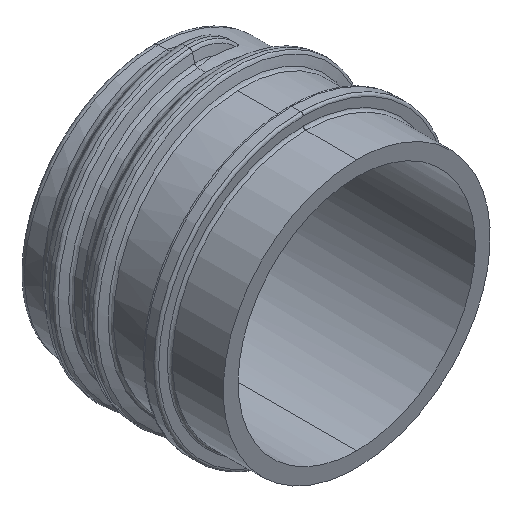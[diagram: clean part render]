
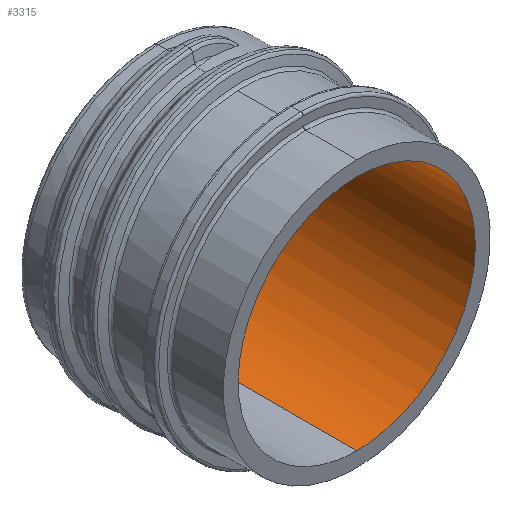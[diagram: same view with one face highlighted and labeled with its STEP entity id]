
A CAD part, isometric view. The second image highlights one B-rep face of the part: STEP entity #3315.
In plain terms, the highlighted free-form (B-spline) face has degree [2, 1] with [5, 2] control points.
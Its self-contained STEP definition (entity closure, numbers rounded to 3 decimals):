
#3237 = VERTEX_POINT('',#3238);
#3238 = CARTESIAN_POINT('',(0.,-21.678,12.547));
#3239 = VERTEX_POINT('',#3240);
#3240 = CARTESIAN_POINT('',(0.,-21.678,-12.547));
#3248 = EDGE_CURVE('',#3239,#3237,#3249,.T.);
#3249 = ( BOUNDED_CURVE() B_SPLINE_CURVE(2,(#3250,#3251,#3252,#3253,
#3254),.UNSPECIFIED.,.F.,.F.) B_SPLINE_CURVE_WITH_KNOTS((3,2,3),(0.,
1.571,3.142),.PIECEWISE_BEZIER_KNOTS.) CURVE() 
GEOMETRIC_REPRESENTATION_ITEM() RATIONAL_B_SPLINE_CURVE((1.,
0.707,1.,0.707,1.)) REPRESENTATION_ITEM('') );
#3250 = CARTESIAN_POINT('',(0.,-21.678,-12.547));
#3251 = CARTESIAN_POINT('',(12.547,-21.678,
    -12.547));
#3252 = CARTESIAN_POINT('',(12.547,-21.678,
    0.));
#3253 = CARTESIAN_POINT('',(12.547,-21.678,
    12.547));
#3254 = CARTESIAN_POINT('',(0.,-21.678,
    12.547));
#3283 = EDGE_CURVE('',#3284,#3237,#3286,.T.);
#3284 = VERTEX_POINT('',#3285);
#3285 = CARTESIAN_POINT('',(0.,-0.263,12.547));
#3286 = B_SPLINE_CURVE_WITH_KNOTS('',1,(#3287,#3288),.UNSPECIFIED.,.F.,
  .F.,(2,2),(0.,16.3),.PIECEWISE_BEZIER_KNOTS.);
#3287 = CARTESIAN_POINT('',(0.,-0.263,12.547));
#3288 = CARTESIAN_POINT('',(0.,-21.678,12.547));
#3291 = VERTEX_POINT('',#3292);
#3292 = CARTESIAN_POINT('',(0.,-0.263,-12.547));
#3300 = EDGE_CURVE('',#3291,#3239,#3301,.T.);
#3301 = B_SPLINE_CURVE_WITH_KNOTS('',1,(#3302,#3303),.UNSPECIFIED.,.F.,
  .F.,(2,2),(0.,16.3),.PIECEWISE_BEZIER_KNOTS.);
#3302 = CARTESIAN_POINT('',(0.,-0.263,-12.547));
#3303 = CARTESIAN_POINT('',(0.,-21.678,-12.547));
#3315 = ADVANCED_FACE('',(#3316),#3329,.F.);
#3316 = FACE_BOUND('',#3317,.F.);
#3317 = EDGE_LOOP('',(#3318,#3319,#3320,#3328));
#3318 = ORIENTED_EDGE('',*,*,#3248,.F.);
#3319 = ORIENTED_EDGE('',*,*,#3300,.F.);
#3320 = ORIENTED_EDGE('',*,*,#3321,.F.);
#3321 = EDGE_CURVE('',#3284,#3291,#3322,.T.);
#3322 = ( BOUNDED_CURVE() B_SPLINE_CURVE(2,(#3323,#3324,#3325,#3326,
#3327),.UNSPECIFIED.,.F.,.F.) B_SPLINE_CURVE_WITH_KNOTS((3,2,3),(0.,
1.571,3.142),.PIECEWISE_BEZIER_KNOTS.) CURVE() 
GEOMETRIC_REPRESENTATION_ITEM() RATIONAL_B_SPLINE_CURVE((1.,
0.707,1.,0.707,1.)) REPRESENTATION_ITEM('') );
#3323 = CARTESIAN_POINT('',(0.,-0.263,12.547));
#3324 = CARTESIAN_POINT('',(12.547,-0.263,
    12.547));
#3325 = CARTESIAN_POINT('',(12.547,-0.263,
    0.));
#3326 = CARTESIAN_POINT('',(12.547,-0.263,
    -12.547));
#3327 = CARTESIAN_POINT('',(0.,-0.263,
    -12.547));
#3328 = ORIENTED_EDGE('',*,*,#3283,.T.);
#3329 = ( BOUNDED_SURFACE() B_SPLINE_SURFACE(2,1,(
    (#3330,#3331)
    ,(#3332,#3333)
    ,(#3334,#3335)
    ,(#3336,#3337)
    ,(#3338,#3339
)),.UNSPECIFIED.,.F.,.F.,.F.) B_SPLINE_SURFACE_WITH_KNOTS((3,2,3),(2,2),
  (3.142,4.712,6.283),(1.025,17.325),
.PIECEWISE_BEZIER_KNOTS.) GEOMETRIC_REPRESENTATION_ITEM() 
RATIONAL_B_SPLINE_SURFACE((
    (1.,1.)
    ,(0.707,0.707)
    ,(1.,1.)
    ,(0.707,0.707)
,(1.,1.))) REPRESENTATION_ITEM('') SURFACE() );
#3330 = CARTESIAN_POINT('',(0.,-0.263,
    -12.547));
#3331 = CARTESIAN_POINT('',(0.,-21.678,
    -12.547));
#3332 = CARTESIAN_POINT('',(12.547,-0.263,
    -12.547));
#3333 = CARTESIAN_POINT('',(12.547,-21.678,
    -12.547));
#3334 = CARTESIAN_POINT('',(12.547,-0.263,
    0.));
#3335 = CARTESIAN_POINT('',(12.547,-21.678,
    0.));
#3336 = CARTESIAN_POINT('',(12.547,-0.263,
    12.547));
#3337 = CARTESIAN_POINT('',(12.547,-21.678,
    12.547));
#3338 = CARTESIAN_POINT('',(0.,-0.263,
    12.547));
#3339 = CARTESIAN_POINT('',(0.,-21.678,
    12.547));
